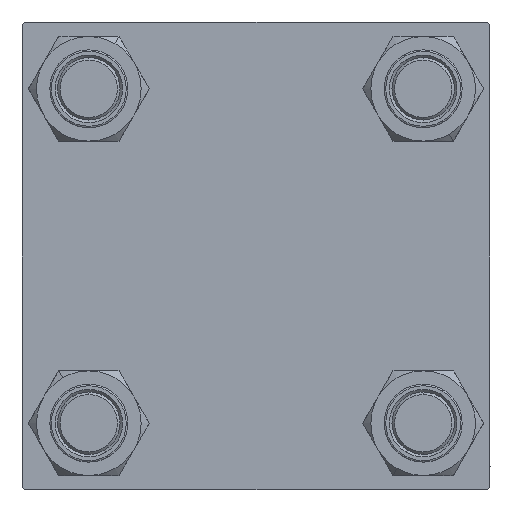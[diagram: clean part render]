
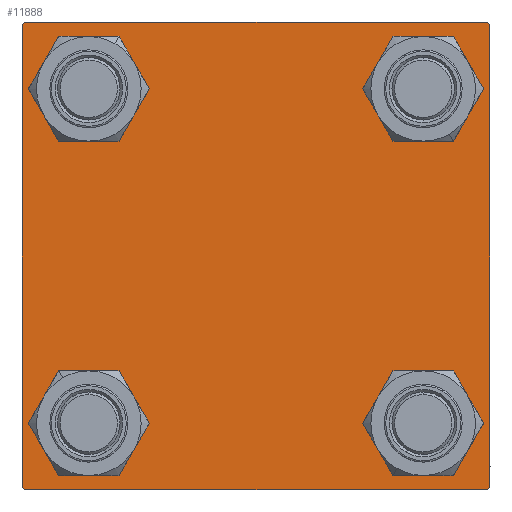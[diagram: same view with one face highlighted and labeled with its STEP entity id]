
A CAD part, left-side view. The second image highlights one B-rep face of the part: STEP entity #11888.
In plain terms, the highlighted planar face has unit normal (-1, 0, 0).
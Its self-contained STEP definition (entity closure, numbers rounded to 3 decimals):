
#177 = LINE ( 'NONE', #50382, #15220 ) ;
#1430 = AXIS2_PLACEMENT_3D ( 'NONE', #18762, #26145, #6797 ) ;
#1450 = ORIENTED_EDGE ( 'NONE', *, *, #45724, .T. ) ;
#2059 = CARTESIAN_POINT ( 'NONE',  ( 0., 32.15, 32.15 ) ) ;
#2176 = CARTESIAN_POINT ( 'NONE',  ( 0., 32.15, 25.65 ) ) ;
#2668 = ORIENTED_EDGE ( 'NONE', *, *, #13395, .T. ) ;
#2761 = DIRECTION ( 'NONE',  ( 0., 0., 1. ) ) ;
#2942 = VERTEX_POINT ( 'NONE', #38851 ) ;
#3023 = EDGE_CURVE ( 'NONE', #20175, #2942, #22664, .T. ) ;
#3142 = VERTEX_POINT ( 'NONE', #43548 ) ;
#3878 = FACE_BOUND ( 'NONE', #37188, .T. ) ;
#3916 = EDGE_LOOP ( 'NONE', ( #26664, #49598, #4840, #9746, #13360, #42911, #30166, #2668 ) ) ;
#4840 = ORIENTED_EDGE ( 'NONE', *, *, #26193, .T. ) ;
#4955 = DIRECTION ( 'NONE',  ( 1., 0., 0. ) ) ;
#5071 = VECTOR ( 'NONE', #15254, 1000. ) ;
#5188 = CARTESIAN_POINT ( 'NONE',  ( 0., -45., 44.5 ) ) ;
#5269 = VERTEX_POINT ( 'NONE', #9395 ) ;
#5379 = CARTESIAN_POINT ( 'NONE',  ( 0., 32.15, -32.15 ) ) ;
#5384 = LINE ( 'NONE', #47940, #22937 ) ;
#6367 = EDGE_CURVE ( 'NONE', #14412, #25438, #20007, .T. ) ;
#6689 = CARTESIAN_POINT ( 'NONE',  ( 0., 44.75, 44.75 ) ) ;
#6797 = DIRECTION ( 'NONE',  ( 0., 0., 1. ) ) ;
#6973 = ORIENTED_EDGE ( 'NONE', *, *, #26985, .T. ) ;
#7733 = EDGE_CURVE ( 'NONE', #46970, #18623, #46906, .T. ) ;
#8700 = EDGE_CURVE ( 'NONE', #30423, #5269, #29847, .T. ) ;
#8780 = EDGE_LOOP ( 'NONE', ( #18863, #20509 ) ) ;
#9007 = CARTESIAN_POINT ( 'NONE',  ( 0., -32.15, 32.15 ) ) ;
#9157 = CARTESIAN_POINT ( 'NONE',  ( 0., 44.5, -45. ) ) ;
#9395 = CARTESIAN_POINT ( 'NONE',  ( 0., 32.15, -25.65 ) ) ;
#9746 = ORIENTED_EDGE ( 'NONE', *, *, #48809, .T. ) ;
#10265 = CARTESIAN_POINT ( 'NONE',  ( 0., 45., 44.5 ) ) ;
#11158 = DIRECTION ( 'NONE',  ( 1., 0., 0. ) ) ;
#11888 = ADVANCED_FACE ( 'NONE', ( #49997, #3878, #27286, #16333, #19404 ), #16583, .T. ) ;
#12959 = VECTOR ( 'NONE', #46058, 1000. ) ;
#13030 = DIRECTION ( 'NONE',  ( 0., 0., -1. ) ) ;
#13054 = CARTESIAN_POINT ( 'NONE',  ( 0., -32.15, 32.15 ) ) ;
#13192 = EDGE_CURVE ( 'NONE', #18623, #46970, #35611, .T. ) ;
#13360 = ORIENTED_EDGE ( 'NONE', *, *, #3023, .F. ) ;
#13395 = EDGE_CURVE ( 'NONE', #36130, #26642, #29637, .T. ) ;
#13700 = EDGE_CURVE ( 'NONE', #33170, #25325, #177, .T. ) ;
#13850 = DIRECTION ( 'NONE',  ( 0., 0.707, -0.707 ) ) ;
#14412 = VERTEX_POINT ( 'NONE', #25981 ) ;
#14545 = DIRECTION ( 'NONE',  ( 0., 0., -1. ) ) ;
#14989 = CARTESIAN_POINT ( 'NONE',  ( 0., 32.15, -38.65 ) ) ;
#15001 = CARTESIAN_POINT ( 'NONE',  ( 0., 45., -45. ) ) ;
#15116 = AXIS2_PLACEMENT_3D ( 'NONE', #15924, #4955, #28136 ) ;
#15220 = VECTOR ( 'NONE', #15719, 1000. ) ;
#15254 = DIRECTION ( 'NONE',  ( 0., -1., 0. ) ) ;
#15256 = VECTOR ( 'NONE', #21662, 1000. ) ;
#15269 = EDGE_CURVE ( 'NONE', #20175, #29779, #33934, .T. ) ;
#15358 = VECTOR ( 'NONE', #32443, 1000. ) ;
#15719 = DIRECTION ( 'NONE',  ( 0., -0.707, -0.707 ) ) ;
#15924 = CARTESIAN_POINT ( 'NONE',  ( 0., -32.15, -32.15 ) ) ;
#16333 = FACE_BOUND ( 'NONE', #26545, .T. ) ;
#16583 = PLANE ( 'NONE',  #33104 ) ;
#17445 = ORIENTED_EDGE ( 'NONE', *, *, #46605, .T. ) ;
#17718 = CIRCLE ( 'NONE', #40475, 6.5 ) ;
#18559 = LINE ( 'NONE', #15001, #5071 ) ;
#18623 = VERTEX_POINT ( 'NONE', #42776 ) ;
#18762 = CARTESIAN_POINT ( 'NONE',  ( 0., -32.15, -32.15 ) ) ;
#18863 = ORIENTED_EDGE ( 'NONE', *, *, #7733, .T. ) ;
#19404 = FACE_OUTER_BOUND ( 'NONE', #3916, .T. ) ;
#19632 = EDGE_CURVE ( 'NONE', #36130, #29779, #45563, .T. ) ;
#20007 = CIRCLE ( 'NONE', #15116, 6.5 ) ;
#20175 = VERTEX_POINT ( 'NONE', #5188 ) ;
#20322 = CIRCLE ( 'NONE', #43909, 6.5 ) ;
#20397 = DIRECTION ( 'NONE',  ( 0., 0., 1. ) ) ;
#20482 = EDGE_CURVE ( 'NONE', #21868, #3142, #20322, .T. ) ;
#20509 = ORIENTED_EDGE ( 'NONE', *, *, #13192, .T. ) ;
#21392 = DIRECTION ( 'NONE',  ( 1., 0., 0. ) ) ;
#21662 = DIRECTION ( 'NONE',  ( 0., 0.707, 0.707 ) ) ;
#21868 = VERTEX_POINT ( 'NONE', #2176 ) ;
#22479 = AXIS2_PLACEMENT_3D ( 'NONE', #13054, #28586, #44126 ) ;
#22664 = LINE ( 'NONE', #26736, #35389 ) ;
#22836 = DIRECTION ( 'NONE',  ( 1., 0., 0. ) ) ;
#22937 = VECTOR ( 'NONE', #13030, 1000. ) ;
#23310 = AXIS2_PLACEMENT_3D ( 'NONE', #5379, #21392, #20397 ) ;
#23850 = ORIENTED_EDGE ( 'NONE', *, *, #8700, .T. ) ;
#24135 = VECTOR ( 'NONE', #13850, 1000. ) ;
#25259 = ORIENTED_EDGE ( 'NONE', *, *, #20482, .T. ) ;
#25325 = VERTEX_POINT ( 'NONE', #9157 ) ;
#25438 = VERTEX_POINT ( 'NONE', #30790 ) ;
#25472 = DIRECTION ( 'NONE',  ( 1., 0., 0. ) ) ;
#25981 = CARTESIAN_POINT ( 'NONE',  ( 0., -32.15, -25.65 ) ) ;
#26145 = DIRECTION ( 'NONE',  ( 1., 0., 0. ) ) ;
#26183 = AXIS2_PLACEMENT_3D ( 'NONE', #2059, #25472, #48193 ) ;
#26193 = EDGE_CURVE ( 'NONE', #25325, #46119, #18559, .T. ) ;
#26242 = CARTESIAN_POINT ( 'NONE',  ( 0., -44.75, 44.75 ) ) ;
#26545 = EDGE_LOOP ( 'NONE', ( #6973, #25259 ) ) ;
#26642 = VERTEX_POINT ( 'NONE', #10265 ) ;
#26664 = ORIENTED_EDGE ( 'NONE', *, *, #26826, .T. ) ;
#26736 = CARTESIAN_POINT ( 'NONE',  ( 0., -45., 45. ) ) ;
#26826 = EDGE_CURVE ( 'NONE', #26642, #33170, #5384, .T. ) ;
#26985 = EDGE_CURVE ( 'NONE', #3142, #21868, #40008, .T. ) ;
#27286 = FACE_BOUND ( 'NONE', #27460, .T. ) ;
#27385 = LINE ( 'NONE', #42942, #15358 ) ;
#27460 = EDGE_LOOP ( 'NONE', ( #17445, #23850 ) ) ;
#27853 = DIRECTION ( 'NONE',  ( 0., 0., 1. ) ) ;
#28053 = DIRECTION ( 'NONE',  ( -1., 0., 0. ) ) ;
#28136 = DIRECTION ( 'NONE',  ( 0., 0., 1. ) ) ;
#28586 = DIRECTION ( 'NONE',  ( 1., 0., 0. ) ) ;
#29637 = LINE ( 'NONE', #6689, #24135 ) ;
#29779 = VERTEX_POINT ( 'NONE', #39285 ) ;
#29847 = CIRCLE ( 'NONE', #23310, 6.5 ) ;
#30166 = ORIENTED_EDGE ( 'NONE', *, *, #19632, .F. ) ;
#30423 = VERTEX_POINT ( 'NONE', #14989 ) ;
#30790 = CARTESIAN_POINT ( 'NONE',  ( 0., -32.15, -38.65 ) ) ;
#32443 = DIRECTION ( 'NONE',  ( 0., -0.707, 0.707 ) ) ;
#33016 = ORIENTED_EDGE ( 'NONE', *, *, #6367, .T. ) ;
#33104 = AXIS2_PLACEMENT_3D ( 'NONE', #46427, #28053, #47181 ) ;
#33170 = VERTEX_POINT ( 'NONE', #40193 ) ;
#33600 = CARTESIAN_POINT ( 'NONE',  ( 0., 45., 45. ) ) ;
#33934 = LINE ( 'NONE', #26242, #15256 ) ;
#34247 = CARTESIAN_POINT ( 'NONE',  ( 0., -32.15, 38.65 ) ) ;
#35389 = VECTOR ( 'NONE', #14545, 1000. ) ;
#35611 = CIRCLE ( 'NONE', #40444, 6.5 ) ;
#36130 = VERTEX_POINT ( 'NONE', #48158 ) ;
#37188 = EDGE_LOOP ( 'NONE', ( #33016, #1450 ) ) ;
#37671 = CARTESIAN_POINT ( 'NONE',  ( 0., 32.15, 32.15 ) ) ;
#38401 = DIRECTION ( 'NONE',  ( 0., 0., 1. ) ) ;
#38851 = CARTESIAN_POINT ( 'NONE',  ( 0., -45., -44.5 ) ) ;
#39285 = CARTESIAN_POINT ( 'NONE',  ( 0., -44.5, 45. ) ) ;
#40008 = CIRCLE ( 'NONE', #26183, 6.5 ) ;
#40193 = CARTESIAN_POINT ( 'NONE',  ( 0., 45., -44.5 ) ) ;
#40444 = AXIS2_PLACEMENT_3D ( 'NONE', #9007, #43918, #27853 ) ;
#40475 = AXIS2_PLACEMENT_3D ( 'NONE', #49873, #22836, #38401 ) ;
#42776 = CARTESIAN_POINT ( 'NONE',  ( 0., -32.15, 25.65 ) ) ;
#42911 = ORIENTED_EDGE ( 'NONE', *, *, #15269, .T. ) ;
#42942 = CARTESIAN_POINT ( 'NONE',  ( 0., -44.75, -44.75 ) ) ;
#43548 = CARTESIAN_POINT ( 'NONE',  ( 0., 32.15, 38.65 ) ) ;
#43909 = AXIS2_PLACEMENT_3D ( 'NONE', #37671, #11158, #2761 ) ;
#43918 = DIRECTION ( 'NONE',  ( 1., 0., 0. ) ) ;
#44126 = DIRECTION ( 'NONE',  ( 0., 0., 1. ) ) ;
#45563 = LINE ( 'NONE', #33600, #12959 ) ;
#45724 = EDGE_CURVE ( 'NONE', #25438, #14412, #49404, .T. ) ;
#46058 = DIRECTION ( 'NONE',  ( 0., -1., 0. ) ) ;
#46119 = VERTEX_POINT ( 'NONE', #48425 ) ;
#46427 = CARTESIAN_POINT ( 'NONE',  ( 0., 0., 0. ) ) ;
#46605 = EDGE_CURVE ( 'NONE', #5269, #30423, #17718, .T. ) ;
#46906 = CIRCLE ( 'NONE', #22479, 6.5 ) ;
#46970 = VERTEX_POINT ( 'NONE', #34247 ) ;
#47181 = DIRECTION ( 'NONE',  ( 0., 0., 1. ) ) ;
#47940 = CARTESIAN_POINT ( 'NONE',  ( 0., 45., 45. ) ) ;
#48158 = CARTESIAN_POINT ( 'NONE',  ( 0., 44.5, 45. ) ) ;
#48193 = DIRECTION ( 'NONE',  ( 0., 0., 1. ) ) ;
#48425 = CARTESIAN_POINT ( 'NONE',  ( 0., -44.5, -45. ) ) ;
#48809 = EDGE_CURVE ( 'NONE', #46119, #2942, #27385, .T. ) ;
#49404 = CIRCLE ( 'NONE', #1430, 6.5 ) ;
#49598 = ORIENTED_EDGE ( 'NONE', *, *, #13700, .T. ) ;
#49873 = CARTESIAN_POINT ( 'NONE',  ( 0., 32.15, -32.15 ) ) ;
#49997 = FACE_BOUND ( 'NONE', #8780, .T. ) ;
#50382 = CARTESIAN_POINT ( 'NONE',  ( 0., 44.75, -44.75 ) ) ;
